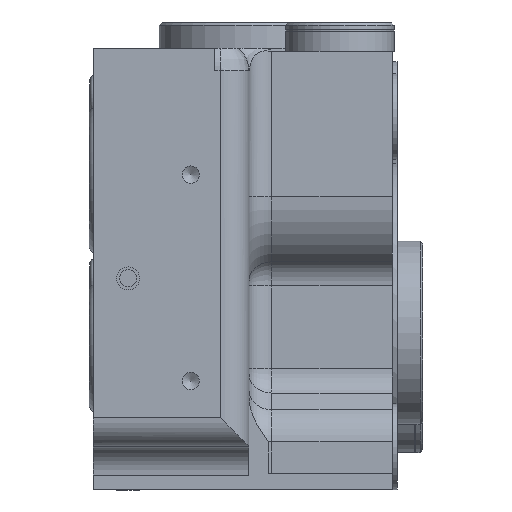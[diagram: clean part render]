
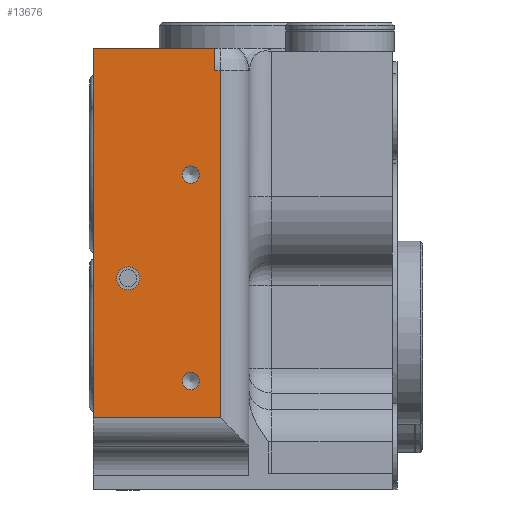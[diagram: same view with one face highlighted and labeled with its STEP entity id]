
A CAD part, left-side view. The second image highlights one B-rep face of the part: STEP entity #13676.
In plain terms, the highlighted planar face has unit normal (-1, 0, 0).
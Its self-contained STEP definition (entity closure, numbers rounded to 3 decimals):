
#308=PLANE('',#14792);
#991=CIRCLE('',#14674,2.);
#1061=CIRCLE('',#14793,1.5);
#1062=CIRCLE('',#14794,1.5);
#1991=ORIENTED_EDGE('',*,*,#4354,.F.);
#1992=ORIENTED_EDGE('',*,*,#4559,.T.);
#1993=ORIENTED_EDGE('',*,*,#4560,.T.);
#1994=ORIENTED_EDGE('',*,*,#4428,.F.);
#1995=ORIENTED_EDGE('',*,*,#4561,.F.);
#1996=ORIENTED_EDGE('',*,*,#4524,.F.);
#1997=ORIENTED_EDGE('',*,*,#4562,.F.);
#1998=ORIENTED_EDGE('',*,*,#4563,.T.);
#1999=ORIENTED_EDGE('',*,*,#4564,.T.);
#4354=EDGE_CURVE('',#5660,#5660,#991,.T.);
#4428=EDGE_CURVE('',#5732,#5733,#6710,.T.);
#4524=EDGE_CURVE('',#5820,#5821,#6755,.T.);
#4559=EDGE_CURVE('',#5841,#5841,#1061,.T.);
#4560=EDGE_CURVE('',#5842,#5842,#1062,.T.);
#4561=EDGE_CURVE('',#5821,#5732,#6777,.T.);
#4562=EDGE_CURVE('',#5843,#5820,#6778,.T.);
#4563=EDGE_CURVE('',#5843,#5844,#6779,.F.);
#4564=EDGE_CURVE('',#5844,#5733,#6780,.T.);
#5660=VERTEX_POINT('',#20025);
#5732=VERTEX_POINT('',#20319);
#5733=VERTEX_POINT('',#20321);
#5820=VERTEX_POINT('',#20646);
#5821=VERTEX_POINT('',#20647);
#5841=VERTEX_POINT('',#20719);
#5842=VERTEX_POINT('',#20721);
#5843=VERTEX_POINT('',#20724);
#5844=VERTEX_POINT('',#20726);
#6710=LINE('',#20320,#7118);
#6755=LINE('',#20645,#7163);
#6777=LINE('',#20722,#7185);
#6778=LINE('',#20723,#7186);
#6779=LINE('',#20725,#7187);
#6780=LINE('',#20727,#7188);
#7118=VECTOR('',#16498,1000.);
#7163=VECTOR('',#16599,1000.);
#7185=VECTOR('',#16685,1000.);
#7186=VECTOR('',#16686,1000.);
#7187=VECTOR('',#16687,1000.);
#7188=VECTOR('',#16688,1000.);
#7627=EDGE_LOOP('',(#1991));
#7628=EDGE_LOOP('',(#1992));
#7629=EDGE_LOOP('',(#1993));
#7630=EDGE_LOOP('',(#1994,#1995,#1996,#1997,#1998,#1999));
#9148=FACE_BOUND('',#7627,.T.);
#9149=FACE_BOUND('',#7628,.T.);
#9150=FACE_BOUND('',#7629,.T.);
#9151=FACE_BOUND('',#7630,.T.);
#13676=ADVANCED_FACE('',(#9148,#9149,#9150,#9151),#308,.T.);
#14674=AXIS2_PLACEMENT_3D('',#20024,#16367,#16368);
#14792=AXIS2_PLACEMENT_3D('',#20717,#16679,#16680);
#14793=AXIS2_PLACEMENT_3D('',#20718,#16681,#16682);
#14794=AXIS2_PLACEMENT_3D('',#20720,#16683,#16684);
#16367=DIRECTION('',(-1.,0.,0.));
#16368=DIRECTION('',(0.,-1.,0.));
#16498=DIRECTION('',(0.,-1.,0.));
#16599=DIRECTION('',(0.,1.,0.));
#16679=DIRECTION('',(-1.,0.,0.));
#16680=DIRECTION('',(0.,-1.,0.));
#16681=DIRECTION('',(1.,0.,0.));
#16682=DIRECTION('',(0.,-1.,0.));
#16683=DIRECTION('',(1.,0.,0.));
#16684=DIRECTION('',(0.,-1.,0.));
#16685=DIRECTION('',(0.,0.,1.));
#16686=DIRECTION('',(0.,0.,-1.));
#16687=DIRECTION('',(0.,-0.999,-0.035));
#16688=DIRECTION('',(0.,0.,1.));
#20024=CARTESIAN_POINT('',(-71.9,47.55,-1.599));
#20025=CARTESIAN_POINT('',(-71.9,45.55,-1.599));
#20319=CARTESIAN_POINT('',(-71.9,53.65,38.501));
#20320=CARTESIAN_POINT('',(-71.9,171.325,38.501));
#20321=CARTESIAN_POINT('',(-71.9,32.5,38.501));
#20645=CARTESIAN_POINT('',(-71.9,-9.252,-25.9));
#20646=CARTESIAN_POINT('',(-71.9,31.5,-25.9));
#20647=CARTESIAN_POINT('',(-71.9,53.65,-25.9));
#20717=CARTESIAN_POINT('',(-71.9,32.5,46.634));
#20718=CARTESIAN_POINT('',(-71.9,36.65,-19.499));
#20719=CARTESIAN_POINT('',(-71.9,35.15,-19.499));
#20720=CARTESIAN_POINT('',(-71.9,36.65,16.501));
#20721=CARTESIAN_POINT('',(-71.9,35.15,16.501));
#20722=CARTESIAN_POINT('',(-71.9,53.65,-38.502));
#20723=CARTESIAN_POINT('',(-71.9,31.5,46.634));
#20724=CARTESIAN_POINT('',(-71.9,31.5,34.61));
#20725=CARTESIAN_POINT('',(-71.9,32.918,34.656));
#20726=CARTESIAN_POINT('',(-71.9,32.5,34.641));
#20727=CARTESIAN_POINT('',(-71.9,32.5,46.634));
